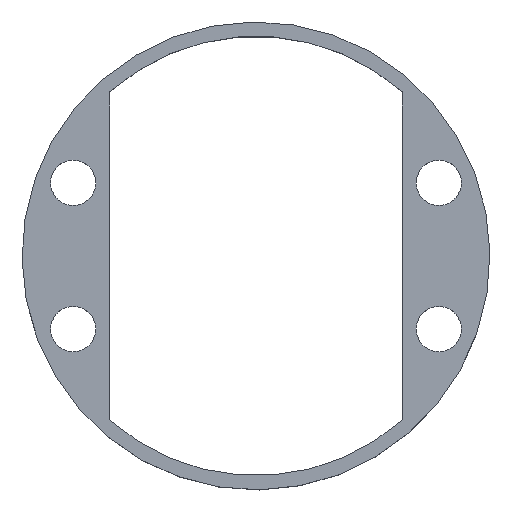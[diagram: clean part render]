
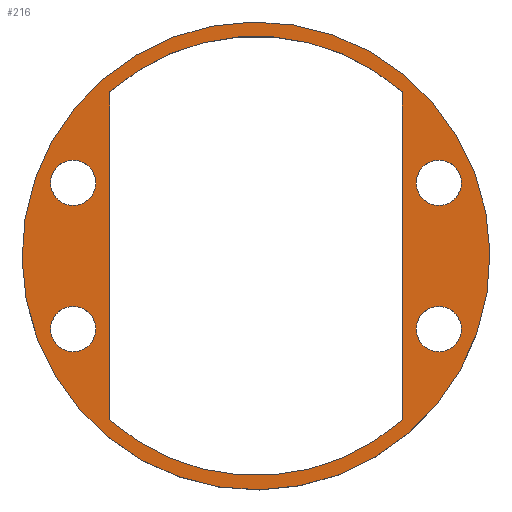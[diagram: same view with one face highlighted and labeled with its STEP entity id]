
A CAD part, top view. The second image highlights one B-rep face of the part: STEP entity #216.
In plain terms, the highlighted planar face has unit normal (0, 0, 1).
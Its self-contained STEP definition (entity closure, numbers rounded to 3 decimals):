
#15=FACE_BOUND('',#50,.T.);
#16=FACE_BOUND('',#51,.T.);
#17=FACE_BOUND('',#52,.T.);
#18=FACE_BOUND('',#53,.T.);
#19=FACE_BOUND('',#54,.T.);
#27=PLANE('',#264);
#38=FACE_OUTER_BOUND('',#49,.T.);
#49=EDGE_LOOP('',(#182));
#50=EDGE_LOOP('',(#183));
#51=EDGE_LOOP('',(#184));
#52=EDGE_LOOP('',(#185));
#53=EDGE_LOOP('',(#186));
#54=EDGE_LOOP('',(#187,#188,#189,#190));
#67=LINE('',#363,#80);
#71=LINE('',#375,#84);
#80=VECTOR('',#300,10.);
#84=VECTOR('',#312,10.);
#87=CIRCLE('',#242,1.55);
#89=CIRCLE('',#245,1.55);
#91=CIRCLE('',#248,1.55);
#93=CIRCLE('',#251,1.55);
#96=CIRCLE('',#256,15.025);
#98=CIRCLE('',#260,15.025);
#99=CIRCLE('',#262,16.);
#101=VERTEX_POINT('',#333);
#103=VERTEX_POINT('',#339);
#105=VERTEX_POINT('',#345);
#107=VERTEX_POINT('',#351);
#111=VERTEX_POINT('',#360);
#112=VERTEX_POINT('',#362);
#114=VERTEX_POINT('',#368);
#116=VERTEX_POINT('',#374);
#117=VERTEX_POINT('',#381);
#119=EDGE_CURVE('',#101,#101,#87,.T.);
#122=EDGE_CURVE('',#103,#103,#89,.T.);
#125=EDGE_CURVE('',#105,#105,#91,.T.);
#128=EDGE_CURVE('',#107,#107,#93,.T.);
#133=EDGE_CURVE('',#112,#111,#67,.T.);
#136=EDGE_CURVE('',#114,#112,#96,.T.);
#139=EDGE_CURVE('',#116,#114,#71,.T.);
#142=EDGE_CURVE('',#111,#116,#98,.T.);
#143=EDGE_CURVE('',#117,#117,#99,.T.);
#182=ORIENTED_EDGE('',*,*,#143,.T.);
#183=ORIENTED_EDGE('',*,*,#119,.T.);
#184=ORIENTED_EDGE('',*,*,#122,.T.);
#185=ORIENTED_EDGE('',*,*,#125,.T.);
#186=ORIENTED_EDGE('',*,*,#128,.T.);
#187=ORIENTED_EDGE('',*,*,#142,.T.);
#188=ORIENTED_EDGE('',*,*,#139,.T.);
#189=ORIENTED_EDGE('',*,*,#136,.T.);
#190=ORIENTED_EDGE('',*,*,#133,.T.);
#216=ADVANCED_FACE('',(#38,#15,#16,#17,#18,#19),#27,.T.);
#242=AXIS2_PLACEMENT_3D('',#334,#270,#271);
#245=AXIS2_PLACEMENT_3D('',#340,#277,#278);
#248=AXIS2_PLACEMENT_3D('',#346,#284,#285);
#251=AXIS2_PLACEMENT_3D('',#352,#291,#292);
#256=AXIS2_PLACEMENT_3D('',#369,#306,#307);
#260=AXIS2_PLACEMENT_3D('',#379,#318,#319);
#262=AXIS2_PLACEMENT_3D('',#382,#322,#323);
#264=AXIS2_PLACEMENT_3D('',#386,#327,#328);
#270=DIRECTION('center_axis',(0.,0.,-1.));
#271=DIRECTION('ref_axis',(1.,0.,0.));
#277=DIRECTION('center_axis',(0.,0.,-1.));
#278=DIRECTION('ref_axis',(1.,0.,0.));
#284=DIRECTION('center_axis',(0.,0.,-1.));
#285=DIRECTION('ref_axis',(1.,0.,0.));
#291=DIRECTION('center_axis',(0.,0.,-1.));
#292=DIRECTION('ref_axis',(1.,0.,0.));
#300=DIRECTION('',(0.,-1.,0.));
#306=DIRECTION('center_axis',(0.,0.,-1.));
#307=DIRECTION('ref_axis',(0.2,-0.98,0.));
#312=DIRECTION('',(0.,1.,0.));
#318=DIRECTION('center_axis',(0.,0.,-1.));
#319=DIRECTION('ref_axis',(-0.2,0.98,0.));
#322=DIRECTION('center_axis',(0.,0.,1.));
#323=DIRECTION('ref_axis',(0.188,-0.982,0.));
#327=DIRECTION('center_axis',(0.,0.,1.));
#328=DIRECTION('ref_axis',(1.,0.,0.));
#333=CARTESIAN_POINT('',(20.017,6.969,5.));
#334=CARTESIAN_POINT('Origin',(21.567,6.969,5.));
#339=CARTESIAN_POINT('',(-4.983,16.969,5.));
#340=CARTESIAN_POINT('Origin',(-3.433,16.969,5.));
#345=CARTESIAN_POINT('',(20.017,16.969,5.));
#346=CARTESIAN_POINT('Origin',(21.567,16.969,5.));
#351=CARTESIAN_POINT('',(-4.983,6.969,5.));
#352=CARTESIAN_POINT('Origin',(-3.433,6.969,5.));
#360=CARTESIAN_POINT('',(19.067,0.756,5.));
#362=CARTESIAN_POINT('',(19.067,23.183,5.));
#363=CARTESIAN_POINT('',(19.067,23.183,5.));
#368=CARTESIAN_POINT('',(-0.933,23.183,5.));
#369=CARTESIAN_POINT('Origin',(9.067,11.969,5.));
#374=CARTESIAN_POINT('',(-0.933,0.756,5.));
#375=CARTESIAN_POINT('',(-0.933,0.756,5.));
#379=CARTESIAN_POINT('Origin',(9.067,11.969,5.));
#381=CARTESIAN_POINT('',(6.067,27.686,5.));
#382=CARTESIAN_POINT('Origin',(9.067,11.969,5.));
#386=CARTESIAN_POINT('Origin',(9.067,11.969,5.));
